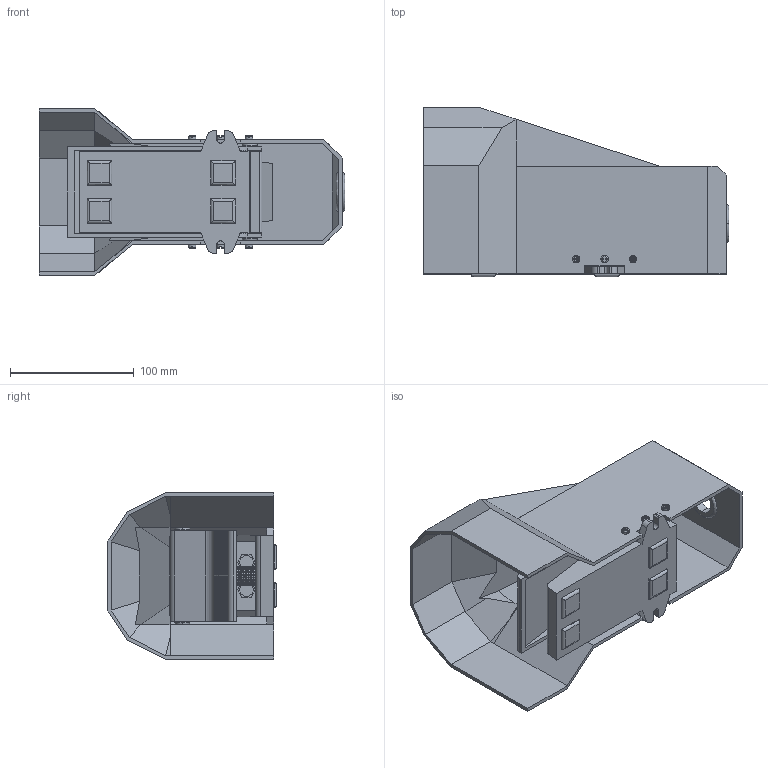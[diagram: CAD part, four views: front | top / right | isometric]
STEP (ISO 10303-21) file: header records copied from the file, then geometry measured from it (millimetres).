
FILE_DESCRIPTION (( 'STEP AP203' ), '1' );
FILE_NAME ('CVS-527D2-FP.step', '2021-12-08T17:05:31', ( '' ), ( '' ), 'SwSTEP 2.0', 'SolidWorks 2021', '' );
FILE_SCHEMA (( 'CONFIG_CONTROL_DESIGN' ));
Length unit declared in the file: inch
Products named in the file (1): CVS-527D2-FP
Bounding box: 247 x 137 x 135 mm (x, y, z)
Volume: 640180.1 mm3; surface area: 261828.7 mm2
Topology: 5 solids, 5 shells, 641 faces, 1730 edges, 1132 vertices
Faces by surface type: plane 358, cylinder 173, bspline 96, cone 14
Entity records: 21674 total; most frequent: CARTESIAN_POINT 5581, ORIENTED_EDGE 3456, DIRECTION 3277, EDGE_CURVE 1728, VERTEX_POINT 1132, AXIS2_PLACEMENT_3D 1110, VECTOR 1057, LINE 1057
